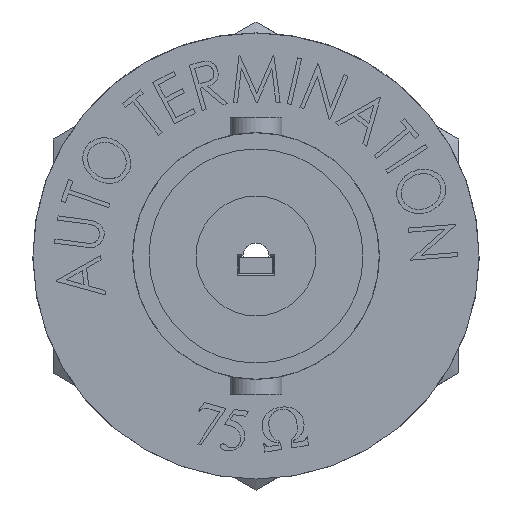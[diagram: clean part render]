
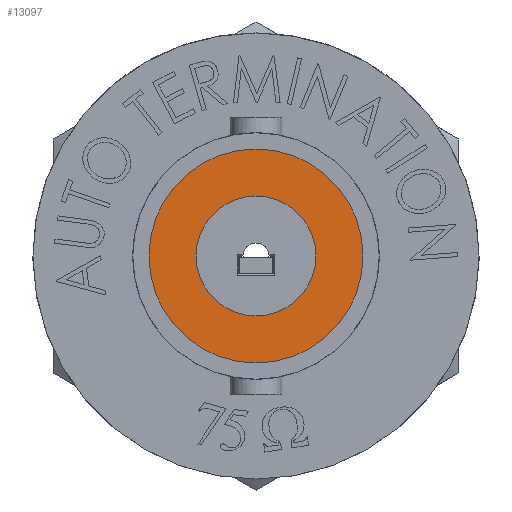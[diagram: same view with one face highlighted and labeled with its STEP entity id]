
A CAD part, front view. The second image highlights one B-rep face of the part: STEP entity #13097.
In plain terms, the highlighted planar face has unit normal (0, -1, 0).
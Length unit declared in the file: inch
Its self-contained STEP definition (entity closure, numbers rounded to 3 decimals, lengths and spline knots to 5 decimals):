
#1118 = CARTESIAN_POINT ( 'NONE',  ( 0., -0.291, -0.165 ) ) ;
#1119 = CARTESIAN_POINT ( 'NONE',  ( 0., -0.291, 0.165 ) ) ;
#1120 = DIRECTION ( 'NONE',  ( 0., 0., -1. ) ) ;
#1121 = DIRECTION ( 'NONE',  ( 0., -1., 0. ) ) ;
#1122 = CARTESIAN_POINT ( 'NONE',  ( 0., -0.291, 0. ) ) ;
#1123 = AXIS2_PLACEMENT_3D ( 'NONE', #1122, #1121, #1120 ) ;
#1124 = CIRCLE ( 'NONE', #1123, 0.165 ) ;
#1162 = CARTESIAN_POINT ( 'NONE',  ( 0., -0.291, 0.0925 ) ) ;
#1163 = DIRECTION ( 'NONE',  ( 0., 0., -1. ) ) ;
#1164 = DIRECTION ( 'NONE',  ( 0., -1., 0. ) ) ;
#1165 = CARTESIAN_POINT ( 'NONE',  ( 0., -0.291, 0. ) ) ;
#1166 = AXIS2_PLACEMENT_3D ( 'NONE', #1165, #1164, #1163 ) ;
#1167 = CIRCLE ( 'NONE', #1166, 0.0925 ) ;
#1671 = CARTESIAN_POINT ( 'NONE',  ( 0., -0.291, -0.0925 ) ) ;
#6766 = DIRECTION ( 'NONE',  ( 0., 0., -1. ) ) ;
#6768 = DIRECTION ( 'NONE',  ( 0., -1., 0. ) ) ;
#6770 = CARTESIAN_POINT ( 'NONE',  ( 0., -0.291, 0. ) ) ;
#6772 = AXIS2_PLACEMENT_3D ( 'NONE', #6770, #6768, #6766 ) ;
#6774 = CIRCLE ( 'NONE', #6772, 0.0925 ) ;
#6776 = DIRECTION ( 'NONE',  ( 0., 0., -1. ) ) ;
#6777 = DIRECTION ( 'NONE',  ( 0., -1., 0. ) ) ;
#6778 = CARTESIAN_POINT ( 'NONE',  ( 0., -0.291, 0. ) ) ;
#6779 = AXIS2_PLACEMENT_3D ( 'NONE', #6778, #6777, #6776 ) ;
#6780 = CIRCLE ( 'NONE', #6779, 0.165 ) ;
#6781 = DIRECTION ( 'NONE',  ( 0., 0., -1. ) ) ;
#6782 = DIRECTION ( 'NONE',  ( 0., -1., 0. ) ) ;
#6783 = CARTESIAN_POINT ( 'NONE',  ( 0., -0.291, 0. ) ) ;
#6784 = AXIS2_PLACEMENT_3D ( 'NONE', #6783, #6782, #6781 ) ;
#6785 = PLANE ( 'NONE',  #6784 ) ;
#6786 = FACE_BOUND ( 'NONE', #13102, .T. ) ;
#6787 = FACE_OUTER_BOUND ( 'NONE', #13098, .T. ) ;
#11327 = EDGE_CURVE ( 'NONE', #11642, #11329, #1167, .T. ) ;
#11329 = VERTEX_POINT ( 'NONE', #1162 ) ;
#11349 = EDGE_CURVE ( 'NONE', #11351, #11353, #1124, .T. ) ;
#11351 = VERTEX_POINT ( 'NONE', #1119 ) ;
#11353 = VERTEX_POINT ( 'NONE', #1118 ) ;
#11642 = VERTEX_POINT ( 'NONE', #1671 ) ;
#13097 = ADVANCED_FACE ( 'NONE', ( #6787, #6786 ), #6785, .T. ) ;
#13098 = EDGE_LOOP ( 'NONE', ( #13099, #13101 ) ) ;
#13099 = ORIENTED_EDGE ( 'NONE', *, *, #13100, .T. ) ;
#13100 = EDGE_CURVE ( 'NONE', #11353, #11351, #6780, .T. ) ;
#13101 = ORIENTED_EDGE ( 'NONE', *, *, #11349, .T. ) ;
#13102 = EDGE_LOOP ( 'NONE', ( #13103, #13105 ) ) ;
#13103 = ORIENTED_EDGE ( 'NONE', *, *, #13104, .F. ) ;
#13104 = EDGE_CURVE ( 'NONE', #11329, #11642, #6774, .T. ) ;
#13105 = ORIENTED_EDGE ( 'NONE', *, *, #11327, .F. ) ;
